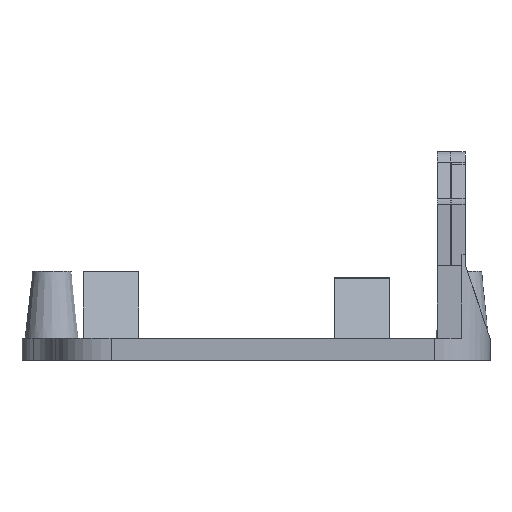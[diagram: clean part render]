
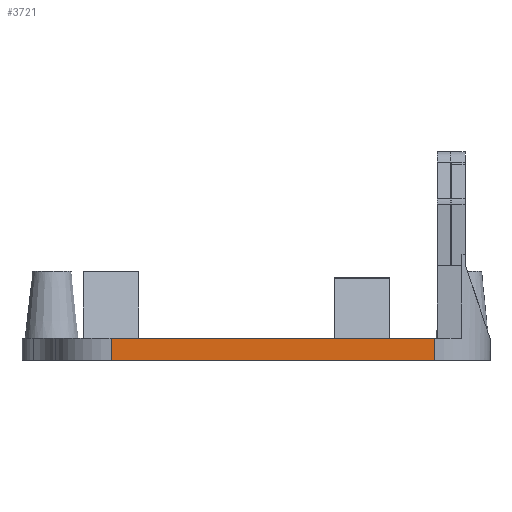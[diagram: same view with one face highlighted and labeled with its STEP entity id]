
A CAD part, left-side view. The second image highlights one B-rep face of the part: STEP entity #3721.
In plain terms, the highlighted planar face has unit normal (-1, 0, 0).
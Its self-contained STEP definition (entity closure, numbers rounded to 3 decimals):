
#519 = PLANE('',#520);
#520 = AXIS2_PLACEMENT_3D('',#521,#522,#523);
#521 = CARTESIAN_POINT('',(0.,0.,4.));
#522 = DIRECTION('',(0.,0.,1.));
#523 = DIRECTION('',(1.,0.,0.));
#658 = PLANE('',#659);
#659 = AXIS2_PLACEMENT_3D('',#660,#661,#662);
#660 = CARTESIAN_POINT('',(0.,0.,0.));
#661 = DIRECTION('',(0.,0.,1.));
#662 = DIRECTION('',(1.,0.,0.));
#967 = VERTEX_POINT('',#968);
#968 = CARTESIAN_POINT('',(0.,68.,4.));
#983 = CYLINDRICAL_SURFACE('',#984,10.);
#984 = AXIS2_PLACEMENT_3D('',#985,#986,#987);
#985 = CARTESIAN_POINT('',(10.,68.,0.));
#986 = DIRECTION('',(0.,0.,1.));
#987 = DIRECTION('',(0.,-1.,0.));
#995 = EDGE_CURVE('',#996,#967,#998,.T.);
#996 = VERTEX_POINT('',#997);
#997 = CARTESIAN_POINT('',(0.,10.,4.));
#998 = SURFACE_CURVE('',#999,(#1003,#1010),.PCURVE_S1.);
#999 = LINE('',#1000,#1001);
#1000 = CARTESIAN_POINT('',(0.,0.,4.));
#1001 = VECTOR('',#1002,1.);
#1002 = DIRECTION('',(0.,1.,0.));
#1003 = PCURVE('',#519,#1004);
#1004 = DEFINITIONAL_REPRESENTATION('',(#1005),#1009);
#1005 = LINE('',#1006,#1007);
#1006 = CARTESIAN_POINT('',(0.,0.));
#1007 = VECTOR('',#1008,1.);
#1008 = DIRECTION('',(0.,1.));
#1009 = ( GEOMETRIC_REPRESENTATION_CONTEXT(2) 
PARAMETRIC_REPRESENTATION_CONTEXT() REPRESENTATION_CONTEXT('2D SPACE',''
  ) );
#1010 = PCURVE('',#1011,#1016);
#1011 = PLANE('',#1012);
#1012 = AXIS2_PLACEMENT_3D('',#1013,#1014,#1015);
#1013 = CARTESIAN_POINT('',(0.,0.,0.));
#1014 = DIRECTION('',(1.,0.,0.));
#1015 = DIRECTION('',(0.,0.,1.));
#1016 = DEFINITIONAL_REPRESENTATION('',(#1017),#1021);
#1017 = LINE('',#1018,#1019);
#1018 = CARTESIAN_POINT('',(4.,0.));
#1019 = VECTOR('',#1020,1.);
#1020 = DIRECTION('',(0.,-1.));
#1021 = ( GEOMETRIC_REPRESENTATION_CONTEXT(2) 
PARAMETRIC_REPRESENTATION_CONTEXT() REPRESENTATION_CONTEXT('2D SPACE',''
  ) );
#1040 = CYLINDRICAL_SURFACE('',#1041,10.);
#1041 = AXIS2_PLACEMENT_3D('',#1042,#1043,#1044);
#1042 = CARTESIAN_POINT('',(10.,10.,0.));
#1043 = DIRECTION('',(0.,0.,1.));
#1044 = DIRECTION('',(1.,0.,0.));
#2069 = VERTEX_POINT('',#2070);
#2070 = CARTESIAN_POINT('',(0.,68.,0.));
#2092 = EDGE_CURVE('',#2093,#2069,#2095,.T.);
#2093 = VERTEX_POINT('',#2094);
#2094 = CARTESIAN_POINT('',(0.,10.,0.));
#2095 = SURFACE_CURVE('',#2096,(#2100,#2107),.PCURVE_S1.);
#2096 = LINE('',#2097,#2098);
#2097 = CARTESIAN_POINT('',(0.,0.,0.));
#2098 = VECTOR('',#2099,1.);
#2099 = DIRECTION('',(0.,1.,0.));
#2100 = PCURVE('',#658,#2101);
#2101 = DEFINITIONAL_REPRESENTATION('',(#2102),#2106);
#2102 = LINE('',#2103,#2104);
#2103 = CARTESIAN_POINT('',(0.,0.));
#2104 = VECTOR('',#2105,1.);
#2105 = DIRECTION('',(0.,1.));
#2106 = ( GEOMETRIC_REPRESENTATION_CONTEXT(2) 
PARAMETRIC_REPRESENTATION_CONTEXT() REPRESENTATION_CONTEXT('2D SPACE',''
  ) );
#2107 = PCURVE('',#1011,#2108);
#2108 = DEFINITIONAL_REPRESENTATION('',(#2109),#2113);
#2109 = LINE('',#2110,#2111);
#2110 = CARTESIAN_POINT('',(0.,0.));
#2111 = VECTOR('',#2112,1.);
#2112 = DIRECTION('',(0.,-1.));
#2113 = ( GEOMETRIC_REPRESENTATION_CONTEXT(2) 
PARAMETRIC_REPRESENTATION_CONTEXT() REPRESENTATION_CONTEXT('2D SPACE',''
  ) );
#3611 = EDGE_CURVE('',#2093,#996,#3612,.T.);
#3612 = SURFACE_CURVE('',#3613,(#3617,#3624),.PCURVE_S1.);
#3613 = LINE('',#3614,#3615);
#3614 = CARTESIAN_POINT('',(0.,10.,0.));
#3615 = VECTOR('',#3616,1.);
#3616 = DIRECTION('',(0.,0.,1.));
#3617 = PCURVE('',#1040,#3618);
#3618 = DEFINITIONAL_REPRESENTATION('',(#3619),#3623);
#3619 = LINE('',#3620,#3621);
#3620 = CARTESIAN_POINT('',(3.142,0.));
#3621 = VECTOR('',#3622,1.);
#3622 = DIRECTION('',(0.,1.));
#3623 = ( GEOMETRIC_REPRESENTATION_CONTEXT(2) 
PARAMETRIC_REPRESENTATION_CONTEXT() REPRESENTATION_CONTEXT('2D SPACE',''
  ) );
#3624 = PCURVE('',#1011,#3625);
#3625 = DEFINITIONAL_REPRESENTATION('',(#3626),#3630);
#3626 = LINE('',#3627,#3628);
#3627 = CARTESIAN_POINT('',(0.,-10.));
#3628 = VECTOR('',#3629,1.);
#3629 = DIRECTION('',(1.,0.));
#3630 = ( GEOMETRIC_REPRESENTATION_CONTEXT(2) 
PARAMETRIC_REPRESENTATION_CONTEXT() REPRESENTATION_CONTEXT('2D SPACE',''
  ) );
#3721 = ADVANCED_FACE('',(#3722),#1011,.F.);
#3722 = FACE_BOUND('',#3723,.F.);
#3723 = EDGE_LOOP('',(#3724,#3725,#3726,#3747));
#3724 = ORIENTED_EDGE('',*,*,#3611,.F.);
#3725 = ORIENTED_EDGE('',*,*,#2092,.T.);
#3726 = ORIENTED_EDGE('',*,*,#3727,.T.);
#3727 = EDGE_CURVE('',#2069,#967,#3728,.T.);
#3728 = SURFACE_CURVE('',#3729,(#3733,#3740),.PCURVE_S1.);
#3729 = LINE('',#3730,#3731);
#3730 = CARTESIAN_POINT('',(0.,68.,0.));
#3731 = VECTOR('',#3732,1.);
#3732 = DIRECTION('',(0.,0.,1.));
#3733 = PCURVE('',#1011,#3734);
#3734 = DEFINITIONAL_REPRESENTATION('',(#3735),#3739);
#3735 = LINE('',#3736,#3737);
#3736 = CARTESIAN_POINT('',(0.,-68.));
#3737 = VECTOR('',#3738,1.);
#3738 = DIRECTION('',(1.,0.));
#3739 = ( GEOMETRIC_REPRESENTATION_CONTEXT(2) 
PARAMETRIC_REPRESENTATION_CONTEXT() REPRESENTATION_CONTEXT('2D SPACE',''
  ) );
#3740 = PCURVE('',#983,#3741);
#3741 = DEFINITIONAL_REPRESENTATION('',(#3742),#3746);
#3742 = LINE('',#3743,#3744);
#3743 = CARTESIAN_POINT('',(4.712,0.));
#3744 = VECTOR('',#3745,1.);
#3745 = DIRECTION('',(0.,1.));
#3746 = ( GEOMETRIC_REPRESENTATION_CONTEXT(2) 
PARAMETRIC_REPRESENTATION_CONTEXT() REPRESENTATION_CONTEXT('2D SPACE',''
  ) );
#3747 = ORIENTED_EDGE('',*,*,#995,.F.);
